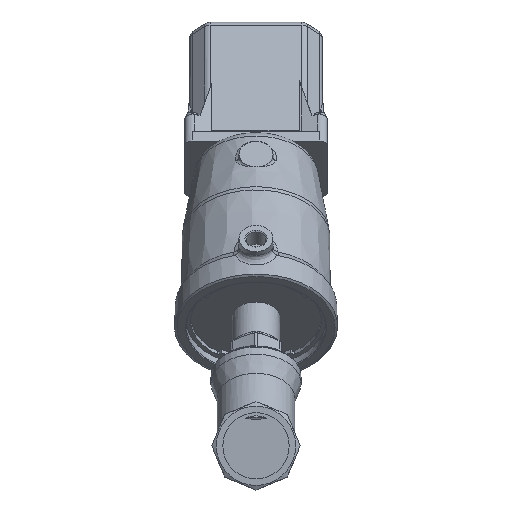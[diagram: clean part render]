
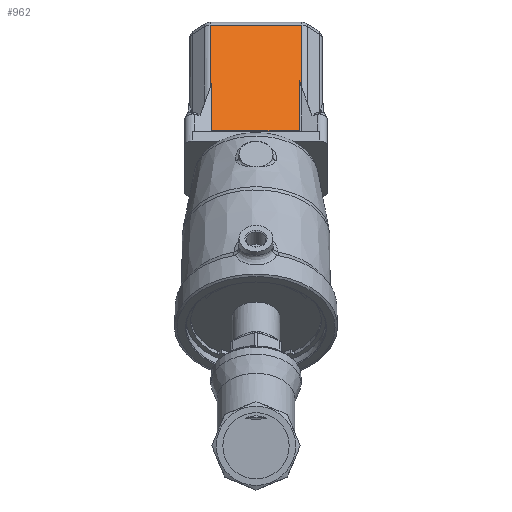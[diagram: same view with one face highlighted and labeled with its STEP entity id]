
A CAD part, left-side view. The second image highlights one B-rep face of the part: STEP entity #962.
In plain terms, the highlighted face is planar.
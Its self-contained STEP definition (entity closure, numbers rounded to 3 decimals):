
#962 = ADVANCED_FACE( '', ( #2083 ), #2084, .T. );
#2083 = FACE_OUTER_BOUND( '', #8772, .T. );
#2084 = PLANE( '', #8773 );
#8772 = EDGE_LOOP( '', ( #16959, #16960, #16961, #16962, #16963, #16964, #16965, #16966 ) );
#8773 = AXIS2_PLACEMENT_3D( '', #16967, #16968, #16969 );
#16959 = ORIENTED_EDGE( '', *, *, #18552, .T. );
#16960 = ORIENTED_EDGE( '', *, *, #19009, .F. );
#16961 = ORIENTED_EDGE( '', *, *, #19486, .T. );
#16962 = ORIENTED_EDGE( '', *, *, #19252, .T. );
#16963 = ORIENTED_EDGE( '', *, *, #18879, .T. );
#16964 = ORIENTED_EDGE( '', *, *, #18621, .F. );
#16965 = ORIENTED_EDGE( '', *, *, #19284, .T. );
#16966 = ORIENTED_EDGE( '', *, *, #18731, .T. );
#16967 = CARTESIAN_POINT( '', ( 22.5, 41.5, 28.929 ) );
#16968 = DIRECTION( '', ( 1., 0., 0. ) );
#16969 = DIRECTION( '', ( 0., 1., 0. ) );
#18552 = EDGE_CURVE( '', #19940, #19941, #19942, .T. );
#18621 = EDGE_CURVE( '', #20067, #20068, #20069, .T. );
#18731 = EDGE_CURVE( '', #20258, #19940, #20259, .T. );
#18879 = EDGE_CURVE( '', #20503, #20068, #20504, .T. );
#19009 = EDGE_CURVE( '', #20703, #19941, #20705, .T. );
#19252 = EDGE_CURVE( '', #21066, #20503, #21067, .T. );
#19284 = EDGE_CURVE( '', #20067, #20258, #21109, .T. );
#19486 = EDGE_CURVE( '', #20703, #21066, #21391, .T. );
#19940 = VERTEX_POINT( '', #21950 );
#19941 = VERTEX_POINT( '', #21951 );
#19942 = LINE( '', #21952, #21953 );
#20067 = VERTEX_POINT( '', #22737 );
#20068 = VERTEX_POINT( '', #22738 );
#20069 = LINE( '', #22739, #22740 );
#20258 = VERTEX_POINT( '', #23524 );
#20259 = LINE( '', #23525, #23526 );
#20503 = VERTEX_POINT( '', #24660 );
#20504 = LINE( '', #24661, #24662 );
#20703 = VERTEX_POINT( '', #25613 );
#20705 = LINE( '', #25615, #25616 );
#21066 = VERTEX_POINT( '', #27826 );
#21067 = LINE( '', #27827, #27828 );
#21109 = LINE( '', #28130, #28131 );
#21391 = LINE( '', #29246, #29247 );
#21950 = CARTESIAN_POINT( '', ( 22.5, -41.768, -25.389 ) );
#21951 = CARTESIAN_POINT( '', ( 22.5, -2.914, -25.389 ) );
#21952 = CARTESIAN_POINT( '', ( 22.5, -5.362, -25.389 ) );
#21953 = VECTOR( '', #31017, 1000. );
#22737 = CARTESIAN_POINT( '', ( 22.5, -5.362, 26.07 ) );
#22738 = CARTESIAN_POINT( '', ( 22.5, -8.195, 26.858 ) );
#22739 = CARTESIAN_POINT( '', ( 22.5, 37.399, 14.18 ) );
#22740 = VECTOR( '', #31067, 1000. );
#23524 = CARTESIAN_POINT( '', ( 22.5, -41.768, 26.07 ) );
#23525 = CARTESIAN_POINT( '', ( 22.5, -41.768, 132.582 ) );
#23526 = VECTOR( '', #31187, 1000. );
#24660 = CARTESIAN_POINT( '', ( 22.5, 39.5, 26.858 ) );
#24661 = CARTESIAN_POINT( '', ( 22.5, 41.5, 26.858 ) );
#24662 = VECTOR( '', #31353, 1000. );
#25613 = CARTESIAN_POINT( '', ( 22.5, -8.195, -26.858 ) );
#25615 = CARTESIAN_POINT( '', ( 22.5, 52.332, -10.027 ) );
#25616 = VECTOR( '', #31484, 1000. );
#27826 = CARTESIAN_POINT( '', ( 22.5, 39.5, -26.858 ) );
#27827 = CARTESIAN_POINT( '', ( 22.5, 39.5, 28.929 ) );
#27828 = VECTOR( '', #31720, 1000. );
#28130 = CARTESIAN_POINT( '', ( 22.5, -31.5, 26.07 ) );
#28131 = VECTOR( '', #31758, 1000. );
#29246 = CARTESIAN_POINT( '', ( 22.5, 41.5, -26.858 ) );
#29247 = VECTOR( '', #31972, 1000. );
#31017 = DIRECTION( '', ( 0., 1., 0. ) );
#31067 = DIRECTION( '', ( 0., -0.963, 0.268 ) );
#31187 = DIRECTION( '', ( 0., 0., -1. ) );
#31353 = DIRECTION( '', ( 0., -1., 0. ) );
#31484 = DIRECTION( '', ( 0., 0.963, 0.268 ) );
#31720 = DIRECTION( '', ( 0., 0., 1. ) );
#31758 = DIRECTION( '', ( 0., -1., 0. ) );
#31972 = DIRECTION( '', ( 0., 1., 0. ) );
